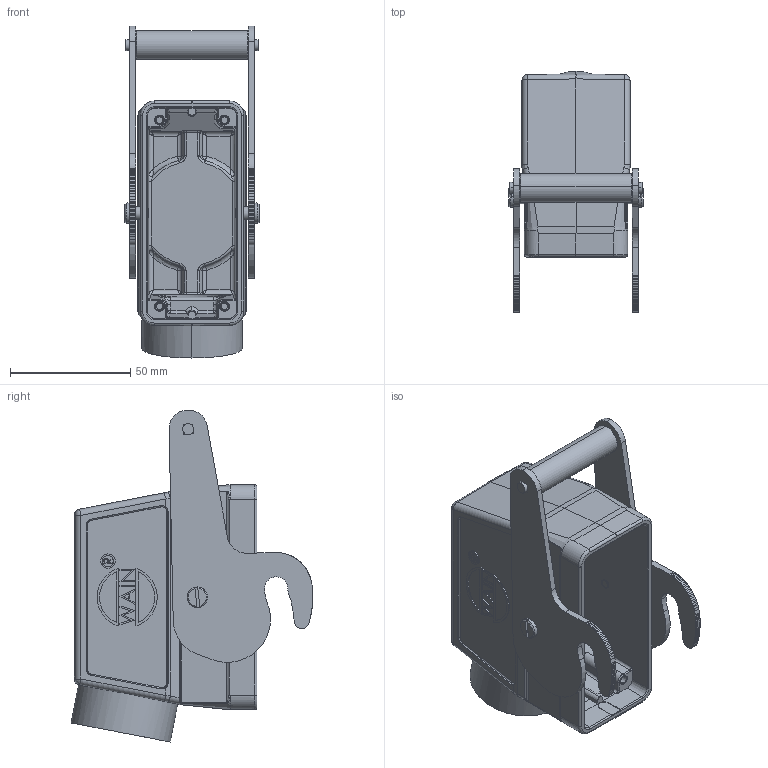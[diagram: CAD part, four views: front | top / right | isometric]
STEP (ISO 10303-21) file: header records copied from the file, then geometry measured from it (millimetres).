
FILE_DESCRIPTION((''),'2;1');
FILE_NAME('3D_1110165555004_H16B-SEH-1L_C-','2020-09-29T',('xk.he'),(''),'CREO PARAMETRIC BY PTC INC, 2016130','CREO PARAMETRIC BY PTC INC, 2016130','');
FILE_SCHEMA(('CONFIG_CONTROL_DESIGN'));
Length unit declared in the file: millimetre
Products named in the file (1): 3D_1110165555004_H16B-SEH-1L_C-
Bounding box: 55.8 x 100.56 x 138.17 mm (x, y, z)
Volume: 103021.6 mm3; surface area: 62306.2 mm2
Topology: 1 solids, 1 shells, 852 faces, 2190 edges, 1366 vertices
Faces by surface type: cylinder 332, plane 291, bspline 119, torus 52, cone 40, extrusion 10, sphere 8
Entity records: 33533 total; most frequent: CARTESIAN_POINT 13521, ORIENTED_EDGE 4336, DIRECTION 3965, EDGE_CURVE 2168, AXIS2_PLACEMENT_3D 1471, VERTEX_POINT 1366, VECTOR 1023, LINE 1013
